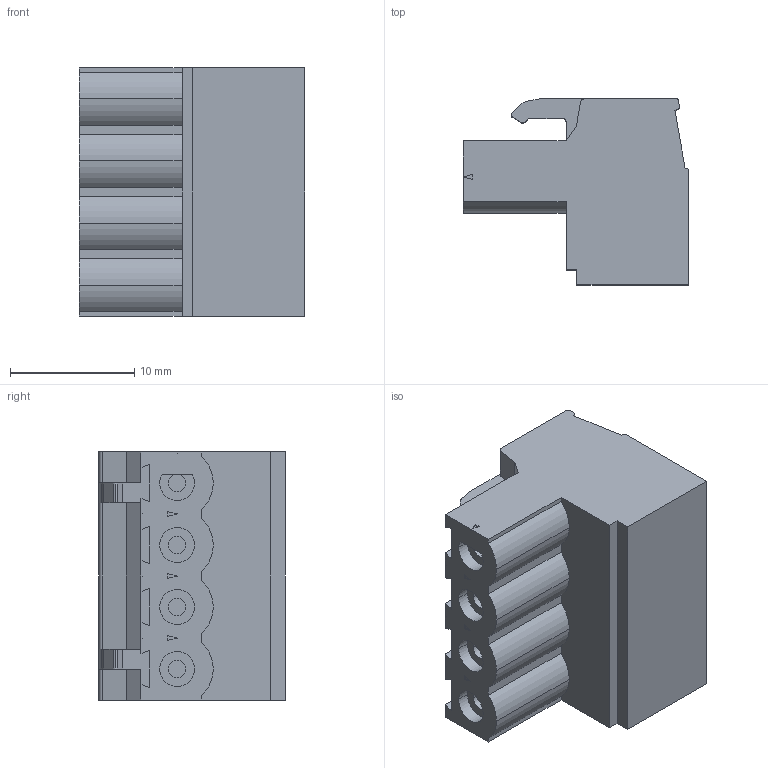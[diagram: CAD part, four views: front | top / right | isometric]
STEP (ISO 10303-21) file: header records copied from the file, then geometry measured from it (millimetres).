
FILE_DESCRIPTION(/* description */ ('Alibre Inc.'),/* implementation_level */ '2;1');
FILE_NAME(/* name */ 'export-647B0520-0896-474A-AA99-78D619CF66C6',/* time_stamp */ '2021-11-22T07:19:32+01:00',/* author */ (''),/* organization */ (''),/* preprocessor_version */ 'ST-DEVELOPER v17',/* originating_system */ 'Alibre',/* authorisation */ '');
FILE_SCHEMA (('AUTOMOTIVE_DESIGN'));
Length unit declared in the file: millimetre
Products named in the file (1): ID_1
Bounding box: 18.2 x 15 x 20 mm (x, y, z)
Volume: 3420.5 mm3; surface area: 2194.7 mm2
Topology: 1 solids, 1 shells, 222 faces, 570 edges, 369 vertices
Faces by surface type: plane 166, cylinder 56
Entity records: 6494 total; most frequent: CARTESIAN_POINT 1153, ORIENTED_EDGE 1128, DIRECTION 975, EDGE_CURVE 564, VECTOR 431, LINE 431, VERTEX_POINT 367, AXIS2_PLACEMENT_3D 355
